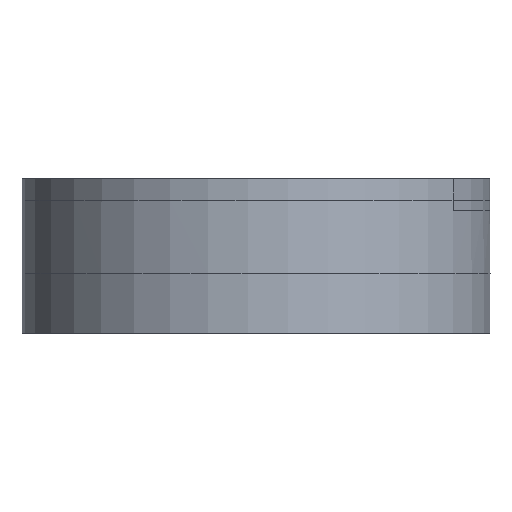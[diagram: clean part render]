
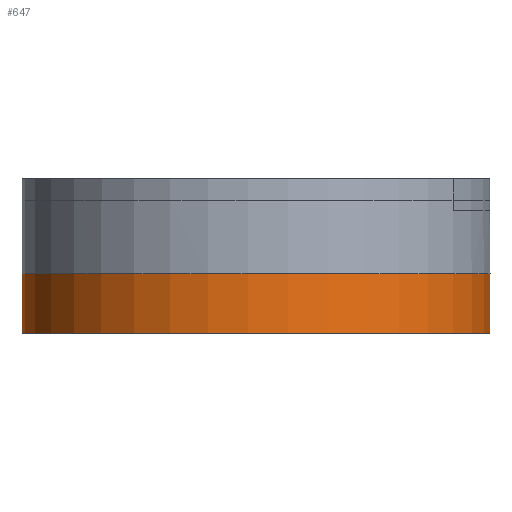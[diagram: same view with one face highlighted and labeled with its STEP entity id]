
A CAD part, front view. The second image highlights one B-rep face of the part: STEP entity #647.
In plain terms, the highlighted cylindrical face has radius 22 mm (diameter 44 mm), a partial arc.
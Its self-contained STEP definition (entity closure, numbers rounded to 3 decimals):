
#44 = PLANE('',#45);
#45 = AXIS2_PLACEMENT_3D('',#46,#47,#48);
#46 = CARTESIAN_POINT('',(-5.176,19.319,-12.5));
#47 = DIRECTION('',(0.,0.,1.));
#48 = DIRECTION('',(1.,0.,0.));
#73 = VERTEX_POINT('',#74);
#74 = CARTESIAN_POINT('',(-16.853,14.141,-12.5));
#88 = PLANE('',#89);
#89 = AXIS2_PLACEMENT_3D('',#90,#91,#92);
#90 = CARTESIAN_POINT('',(-15.321,12.856,2.));
#91 = DIRECTION('',(0.643,0.766,0.));
#92 = DIRECTION('',(-0.766,0.643,0.));
#100 = EDGE_CURVE('',#101,#73,#103,.T.);
#101 = VERTEX_POINT('',#102);
#102 = CARTESIAN_POINT('',(-5.694,21.25,-12.5));
#103 = SURFACE_CURVE('',#104,(#109,#120),.PCURVE_S1.);
#104 = CIRCLE('',#105,22.);
#105 = AXIS2_PLACEMENT_3D('',#106,#107,#108);
#106 = CARTESIAN_POINT('',(0.,0.,-12.5));
#107 = DIRECTION('',(0.,0.,-1.));
#108 = DIRECTION('',(1.,0.,0.));
#109 = PCURVE('',#44,#110);
#110 = DEFINITIONAL_REPRESENTATION('',(#111),#119);
#111 = ( BOUNDED_CURVE() B_SPLINE_CURVE(2,(#112,#113,#114,#115,#116,#117
,#118),.UNSPECIFIED.,.F.,.F.) B_SPLINE_CURVE_WITH_KNOTS((1,2,2,2,2,1),(
    -2.094,0.,2.094,4.189,6.283,
8.378),.UNSPECIFIED.) CURVE() GEOMETRIC_REPRESENTATION_ITEM() 
RATIONAL_B_SPLINE_CURVE((1.,0.5,1.,0.5,1.,0.5,1.)) REPRESENTATION_ITEM(
  '') );
#112 = CARTESIAN_POINT('',(27.176,-19.319));
#113 = CARTESIAN_POINT('',(27.176,-57.424));
#114 = CARTESIAN_POINT('',(-5.824,-38.371));
#115 = CARTESIAN_POINT('',(-38.824,-19.319));
#116 = CARTESIAN_POINT('',(-5.824,-0.266));
#117 = CARTESIAN_POINT('',(27.176,18.787));
#118 = CARTESIAN_POINT('',(27.176,-19.319));
#119 = ( GEOMETRIC_REPRESENTATION_CONTEXT(2) 
PARAMETRIC_REPRESENTATION_CONTEXT() REPRESENTATION_CONTEXT('2D SPACE',''
  ) );
#120 = PCURVE('',#121,#126);
#121 = CYLINDRICAL_SURFACE('',#122,22.);
#122 = AXIS2_PLACEMENT_3D('',#123,#124,#125);
#123 = CARTESIAN_POINT('',(0.,0.,2.));
#124 = DIRECTION('',(0.,0.,1.));
#125 = DIRECTION('',(1.,0.,0.));
#126 = DEFINITIONAL_REPRESENTATION('',(#127),#131);
#127 = LINE('',#128,#129);
#128 = CARTESIAN_POINT('',(0.,-14.5));
#129 = VECTOR('',#130,1.);
#130 = DIRECTION('',(-1.,0.));
#131 = ( GEOMETRIC_REPRESENTATION_CONTEXT(2) 
PARAMETRIC_REPRESENTATION_CONTEXT() REPRESENTATION_CONTEXT('2D SPACE',''
  ) );
#147 = PLANE('',#148);
#148 = AXIS2_PLACEMENT_3D('',#149,#150,#151);
#149 = CARTESIAN_POINT('',(-5.176,19.319,2.));
#150 = DIRECTION('',(0.966,0.259,0.));
#151 = DIRECTION('',(-0.259,0.966,0.));
#598 = VERTEX_POINT('',#599);
#599 = CARTESIAN_POINT('',(-16.853,14.141,-6.9));
#627 = EDGE_CURVE('',#598,#73,#628,.T.);
#628 = SURFACE_CURVE('',#629,(#633,#640),.PCURVE_S1.);
#629 = LINE('',#630,#631);
#630 = CARTESIAN_POINT('',(-16.853,14.141,2.));
#631 = VECTOR('',#632,1.);
#632 = DIRECTION('',(0.,0.,-1.));
#633 = PCURVE('',#88,#634);
#634 = DEFINITIONAL_REPRESENTATION('',(#635),#639);
#635 = LINE('',#636,#637);
#636 = CARTESIAN_POINT('',(2.,0.));
#637 = VECTOR('',#638,1.);
#638 = DIRECTION('',(0.,-1.));
#639 = ( GEOMETRIC_REPRESENTATION_CONTEXT(2) 
PARAMETRIC_REPRESENTATION_CONTEXT() REPRESENTATION_CONTEXT('2D SPACE',''
  ) );
#640 = PCURVE('',#121,#641);
#641 = DEFINITIONAL_REPRESENTATION('',(#642),#646);
#642 = LINE('',#643,#644);
#643 = CARTESIAN_POINT('',(-10.123,0.));
#644 = VECTOR('',#645,1.);
#645 = DIRECTION('',(0.,-1.));
#646 = ( GEOMETRIC_REPRESENTATION_CONTEXT(2) 
PARAMETRIC_REPRESENTATION_CONTEXT() REPRESENTATION_CONTEXT('2D SPACE',''
  ) );
#647 = ADVANCED_FACE('',(#648),#121,.T.);
#648 = FACE_BOUND('',#649,.F.);
#649 = EDGE_LOOP('',(#650,#679,#700,#701));
#650 = ORIENTED_EDGE('',*,*,#651,.T.);
#651 = EDGE_CURVE('',#598,#652,#654,.T.);
#652 = VERTEX_POINT('',#653);
#653 = CARTESIAN_POINT('',(-5.694,21.25,-6.9));
#654 = SURFACE_CURVE('',#655,(#660,#667),.PCURVE_S1.);
#655 = CIRCLE('',#656,22.);
#656 = AXIS2_PLACEMENT_3D('',#657,#658,#659);
#657 = CARTESIAN_POINT('',(0.,0.,-6.9));
#658 = DIRECTION('',(0.,0.,1.));
#659 = DIRECTION('',(1.,0.,0.));
#660 = PCURVE('',#121,#661);
#661 = DEFINITIONAL_REPRESENTATION('',(#662),#666);
#662 = LINE('',#663,#664);
#663 = CARTESIAN_POINT('',(-12.566,-8.9));
#664 = VECTOR('',#665,1.);
#665 = DIRECTION('',(1.,0.));
#666 = ( GEOMETRIC_REPRESENTATION_CONTEXT(2) 
PARAMETRIC_REPRESENTATION_CONTEXT() REPRESENTATION_CONTEXT('2D SPACE',''
  ) );
#667 = PCURVE('',#668,#673);
#668 = CYLINDRICAL_SURFACE('',#669,22.);
#669 = AXIS2_PLACEMENT_3D('',#670,#671,#672);
#670 = CARTESIAN_POINT('',(0.,0.,2.));
#671 = DIRECTION('',(0.,0.,1.));
#672 = DIRECTION('',(1.,0.,0.));
#673 = DEFINITIONAL_REPRESENTATION('',(#674),#678);
#674 = LINE('',#675,#676);
#675 = CARTESIAN_POINT('',(0.,-8.9));
#676 = VECTOR('',#677,1.);
#677 = DIRECTION('',(1.,0.));
#678 = ( GEOMETRIC_REPRESENTATION_CONTEXT(2) 
PARAMETRIC_REPRESENTATION_CONTEXT() REPRESENTATION_CONTEXT('2D SPACE',''
  ) );
#679 = ORIENTED_EDGE('',*,*,#680,.T.);
#680 = EDGE_CURVE('',#652,#101,#681,.T.);
#681 = SURFACE_CURVE('',#682,(#686,#693),.PCURVE_S1.);
#682 = LINE('',#683,#684);
#683 = CARTESIAN_POINT('',(-5.694,21.25,2.));
#684 = VECTOR('',#685,1.);
#685 = DIRECTION('',(0.,0.,-1.));
#686 = PCURVE('',#121,#687);
#687 = DEFINITIONAL_REPRESENTATION('',(#688),#692);
#688 = LINE('',#689,#690);
#689 = CARTESIAN_POINT('',(-4.451,0.));
#690 = VECTOR('',#691,1.);
#691 = DIRECTION('',(0.,-1.));
#692 = ( GEOMETRIC_REPRESENTATION_CONTEXT(2) 
PARAMETRIC_REPRESENTATION_CONTEXT() REPRESENTATION_CONTEXT('2D SPACE',''
  ) );
#693 = PCURVE('',#147,#694);
#694 = DEFINITIONAL_REPRESENTATION('',(#695),#699);
#695 = LINE('',#696,#697);
#696 = CARTESIAN_POINT('',(2.,0.));
#697 = VECTOR('',#698,1.);
#698 = DIRECTION('',(0.,-1.));
#699 = ( GEOMETRIC_REPRESENTATION_CONTEXT(2) 
PARAMETRIC_REPRESENTATION_CONTEXT() REPRESENTATION_CONTEXT('2D SPACE',''
  ) );
#700 = ORIENTED_EDGE('',*,*,#100,.T.);
#701 = ORIENTED_EDGE('',*,*,#627,.F.);
